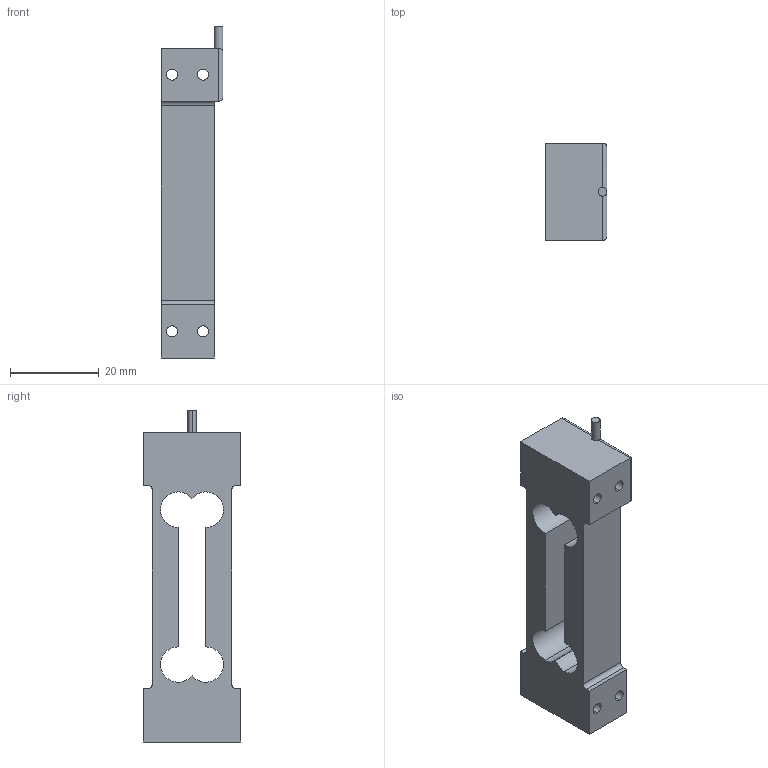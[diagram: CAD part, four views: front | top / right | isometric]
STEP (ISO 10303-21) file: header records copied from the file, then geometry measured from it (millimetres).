
FILE_DESCRIPTION (( 'STEP AP203' ), '1' );
FILE_NAME ('传感器LC7012.STEP', '2020-08-19T05:42:07', ( '' ), ( '' ), 'SwSTEP 2.0', 'SolidWorks 2016', '' );
FILE_SCHEMA (( 'CONFIG_CONTROL_DESIGN' ));
Length unit declared in the file: millimetre
Products named in the file (1): 換覜んLC7012
Bounding box: 14 x 22 x 75 mm (x, y, z)
Volume: 12019.5 mm3; surface area: 6483.8 mm2
Topology: 1 solids, 1 shells, 42 faces, 114 edges, 74 vertices
Faces by surface type: cylinder 25, plane 17
Entity records: 1427 total; most frequent: CARTESIAN_POINT 249, DIRECTION 234, ORIENTED_EDGE 228, EDGE_CURVE 114, AXIS2_PLACEMENT_3D 83, VERTEX_POINT 74, LINE 68, VECTOR 68
